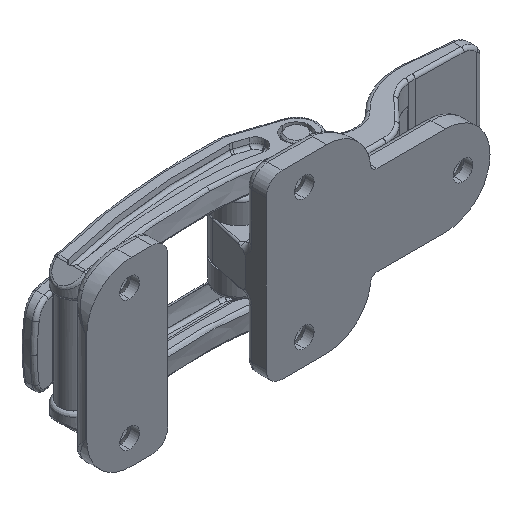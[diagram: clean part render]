
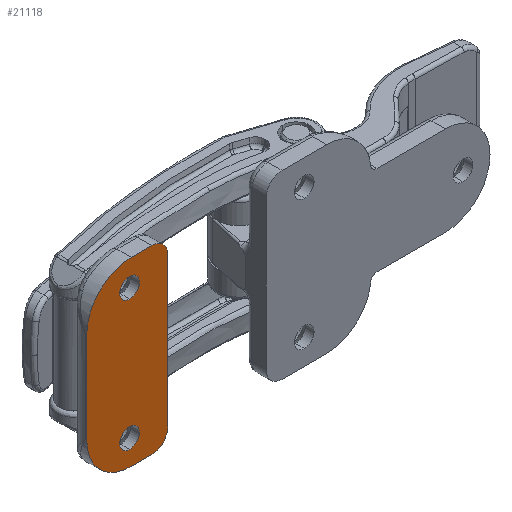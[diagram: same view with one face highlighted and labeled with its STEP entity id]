
A CAD part, isometric view. The second image highlights one B-rep face of the part: STEP entity #21118.
In plain terms, the highlighted planar face has unit normal (0, -1, 0).
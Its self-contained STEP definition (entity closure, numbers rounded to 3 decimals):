
#186 = EDGE_CURVE ( 'NONE', #19939, #19940, #19380, .T. ) ;
#194 = EDGE_CURVE ( 'NONE', #19940, #19939, #19384, .T. ) ;
#203 = EDGE_CURVE ( 'NONE', #19937, #19938, #19387, .T. ) ;
#277 = EDGE_CURVE ( 'NONE', #19938, #19937, #19422, .T. ) ;
#998 = CARTESIAN_POINT ( 'NONE',  ( -13.5, 0., 14.5 ) ) ;
#999 = CARTESIAN_POINT ( 'NONE',  ( 7., 0., -28.5 ) ) ;
#1002 = CARTESIAN_POINT ( 'NONE',  ( 0.5, 0., -28.5 ) ) ;
#1003 = CARTESIAN_POINT ( 'NONE',  ( 0.5, 0., 28.5 ) ) ;
#1006 = CARTESIAN_POINT ( 'NONE',  ( 7., 0., 28.5 ) ) ;
#1011 = CARTESIAN_POINT ( 'NONE',  ( 12., 0., -23.5 ) ) ;
#1012 = CARTESIAN_POINT ( 'NONE',  ( -13.5, 0., -14.5 ) ) ;
#1016 = CARTESIAN_POINT ( 'NONE',  ( 12., 0., 23.5 ) ) ;
#1176 = CARTESIAN_POINT ( 'NONE',  ( 0., 0., -23.6 ) ) ;
#1177 = CARTESIAN_POINT ( 'NONE',  ( 0., 0., -17.4 ) ) ;
#1178 = CARTESIAN_POINT ( 'NONE',  ( 0., 0., 17.4 ) ) ;
#1179 = CARTESIAN_POINT ( 'NONE',  ( 0., 0., 23.6 ) ) ;
#2628 = CARTESIAN_POINT ( 'NONE',  ( 0., 0., 20.5 ) ) ;
#2629 = DIRECTION ( 'NONE',  ( 0., 1., 0. ) ) ;
#2630 = DIRECTION ( 'NONE',  ( -1., 0., 0. ) ) ;
#2653 = CARTESIAN_POINT ( 'NONE',  ( 0., 0., 20.5 ) ) ;
#2657 = DIRECTION ( 'NONE',  ( 0., 1., 0. ) ) ;
#2658 = DIRECTION ( 'NONE',  ( -1., 0., 0. ) ) ;
#2673 = CARTESIAN_POINT ( 'NONE',  ( 0., 0., -20.5 ) ) ;
#2686 = DIRECTION ( 'NONE',  ( 0., 1., 0. ) ) ;
#2687 = DIRECTION ( 'NONE',  ( -1., 0., 0. ) ) ;
#2989 = CARTESIAN_POINT ( 'NONE',  ( 0., 0., -20.5 ) ) ;
#2990 = DIRECTION ( 'NONE',  ( 0., 1., 0. ) ) ;
#2991 = DIRECTION ( 'NONE',  ( -1., 0., 0. ) ) ;
#6777 = CIRCLE ( 'NONE', #11281, 5. ) ;
#6778 = CIRCLE ( 'NONE', #11287, 5. ) ;
#6779 = CIRCLE ( 'NONE', #11285, 14. ) ;
#6780 = CIRCLE ( 'NONE', #11265, 14. ) ;
#7313 = FACE_BOUND ( 'NONE', #18898, .T. ) ;
#7316 = FACE_BOUND ( 'NONE', #18899, .T. ) ;
#7319 = FACE_OUTER_BOUND ( 'NONE', #18900, .T. ) ;
#7321 = AXIS2_PLACEMENT_3D ( 'NONE', #8868, #8869, #8870 ) ;
#8867 = PLANE ( 'NONE',  #7321 ) ;
#8868 = CARTESIAN_POINT ( 'NONE',  ( -13.5, 0., 28.5 ) ) ;
#8869 = DIRECTION ( 'NONE',  ( 0., 1., 0. ) ) ;
#8870 = DIRECTION ( 'NONE',  ( -1., 0., 0. ) ) ;
#11265 = AXIS2_PLACEMENT_3D ( 'NONE', #14441, #14442, #14443 ) ;
#11276 = VECTOR ( 'NONE', #14405, 1000. ) ;
#11280 = VECTOR ( 'NONE', #14417, 1000. ) ;
#11281 = AXIS2_PLACEMENT_3D ( 'NONE', #14390, #14430, #14431 ) ;
#11285 = AXIS2_PLACEMENT_3D ( 'NONE', #14438, #14439, #14440 ) ;
#11286 = VECTOR ( 'NONE', #14429, 1000. ) ;
#11287 = AXIS2_PLACEMENT_3D ( 'NONE', #14432, #14436, #14437 ) ;
#11288 = VECTOR ( 'NONE', #14435, 1000. ) ;
#14017 = AXIS2_PLACEMENT_3D ( 'NONE', #2628, #2629, #2630 ) ;
#14022 = AXIS2_PLACEMENT_3D ( 'NONE', #2653, #2657, #2658 ) ;
#14027 = AXIS2_PLACEMENT_3D ( 'NONE', #2673, #2686, #2687 ) ;
#14085 = AXIS2_PLACEMENT_3D ( 'NONE', #2989, #2990, #2991 ) ;
#14390 = CARTESIAN_POINT ( 'NONE',  ( 7., 0., -23.5 ) ) ;
#14403 = LINE ( 'NONE', #14404, #11276 ) ;
#14404 = CARTESIAN_POINT ( 'NONE',  ( -13.5, 0., 28.5 ) ) ;
#14405 = DIRECTION ( 'NONE',  ( 1., 0., 0. ) ) ;
#14415 = LINE ( 'NONE', #14416, #11280 ) ;
#14416 = CARTESIAN_POINT ( 'NONE',  ( -13.5, 0., -28.5 ) ) ;
#14417 = DIRECTION ( 'NONE',  ( 1., 0., 0. ) ) ;
#14427 = LINE ( 'NONE', #14428, #11286 ) ;
#14428 = CARTESIAN_POINT ( 'NONE',  ( -13.5, 0., 28.5 ) ) ;
#14429 = DIRECTION ( 'NONE',  ( 0., 0., -1. ) ) ;
#14430 = DIRECTION ( 'NONE',  ( 0., -1., 0. ) ) ;
#14431 = DIRECTION ( 'NONE',  ( -1., 0., 0. ) ) ;
#14432 = CARTESIAN_POINT ( 'NONE',  ( 7., 0., 23.5 ) ) ;
#14433 = LINE ( 'NONE', #14434, #11288 ) ;
#14434 = CARTESIAN_POINT ( 'NONE',  ( 12., 0., 28.5 ) ) ;
#14435 = DIRECTION ( 'NONE',  ( 0., 0., -1. ) ) ;
#14436 = DIRECTION ( 'NONE',  ( 0., -1., 0. ) ) ;
#14437 = DIRECTION ( 'NONE',  ( -1., 0., 0. ) ) ;
#14438 = CARTESIAN_POINT ( 'NONE',  ( 0.5, 0., 14.5 ) ) ;
#14439 = DIRECTION ( 'NONE',  ( 0., -1., 0. ) ) ;
#14440 = DIRECTION ( 'NONE',  ( -1., 0., 0. ) ) ;
#14441 = CARTESIAN_POINT ( 'NONE',  ( 0.5, 0., -14.5 ) ) ;
#14442 = DIRECTION ( 'NONE',  ( 0., -1., 0. ) ) ;
#14443 = DIRECTION ( 'NONE',  ( -1., 0., 0. ) ) ;
#17648 = ORIENTED_EDGE ( 'NONE', *, *, #194, .T. ) ;
#17649 = ORIENTED_EDGE ( 'NONE', *, *, #21591, .F. ) ;
#17650 = ORIENTED_EDGE ( 'NONE', *, *, #186, .T. ) ;
#17651 = ORIENTED_EDGE ( 'NONE', *, *, #277, .T. ) ;
#17652 = ORIENTED_EDGE ( 'NONE', *, *, #203, .T. ) ;
#17653 = ORIENTED_EDGE ( 'NONE', *, *, #21585, .T. ) ;
#17654 = ORIENTED_EDGE ( 'NONE', *, *, #21590, .T. ) ;
#17655 = ORIENTED_EDGE ( 'NONE', *, *, #21592, .T. ) ;
#17656 = ORIENTED_EDGE ( 'NONE', *, *, #21581, .F. ) ;
#17657 = ORIENTED_EDGE ( 'NONE', *, *, #21593, .T. ) ;
#17658 = ORIENTED_EDGE ( 'NONE', *, *, #21589, .T. ) ;
#17659 = ORIENTED_EDGE ( 'NONE', *, *, #21594, .T. ) ;
#18898 = EDGE_LOOP ( 'NONE', ( #17648, #17650 ) ) ;
#18899 = EDGE_LOOP ( 'NONE', ( #17651, #17652 ) ) ;
#18900 = EDGE_LOOP ( 'NONE', ( #17653, #17654, #17649, #17655, #17656, #17657, #17658, #17659 ) ) ;
#19380 = CIRCLE ( 'NONE', #14017, 3.1 ) ;
#19384 = CIRCLE ( 'NONE', #14022, 3.1 ) ;
#19387 = CIRCLE ( 'NONE', #14027, 3.1 ) ;
#19422 = CIRCLE ( 'NONE', #14085, 3.1 ) ;
#19759 = VERTEX_POINT ( 'NONE', #998 ) ;
#19760 = VERTEX_POINT ( 'NONE', #999 ) ;
#19763 = VERTEX_POINT ( 'NONE', #1002 ) ;
#19764 = VERTEX_POINT ( 'NONE', #1003 ) ;
#19767 = VERTEX_POINT ( 'NONE', #1006 ) ;
#19772 = VERTEX_POINT ( 'NONE', #1011 ) ;
#19773 = VERTEX_POINT ( 'NONE', #1012 ) ;
#19777 = VERTEX_POINT ( 'NONE', #1016 ) ;
#19937 = VERTEX_POINT ( 'NONE', #1176 ) ;
#19938 = VERTEX_POINT ( 'NONE', #1177 ) ;
#19939 = VERTEX_POINT ( 'NONE', #1178 ) ;
#19940 = VERTEX_POINT ( 'NONE', #1179 ) ;
#21118 = ADVANCED_FACE ( 'NONE', ( #7313, #7316, #7319 ), #8867, .F. ) ;
#21581 = EDGE_CURVE ( 'NONE', #19764, #19767, #14403, .T. ) ;
#21585 = EDGE_CURVE ( 'NONE', #19763, #19760, #14415, .T. ) ;
#21589 = EDGE_CURVE ( 'NONE', #19759, #19773, #14427, .T. ) ;
#21590 = EDGE_CURVE ( 'NONE', #19760, #19772, #6777, .T. ) ;
#21591 = EDGE_CURVE ( 'NONE', #19777, #19772, #14433, .T. ) ;
#21592 = EDGE_CURVE ( 'NONE', #19777, #19767, #6778, .T. ) ;
#21593 = EDGE_CURVE ( 'NONE', #19764, #19759, #6779, .T. ) ;
#21594 = EDGE_CURVE ( 'NONE', #19773, #19763, #6780, .T. ) ;
